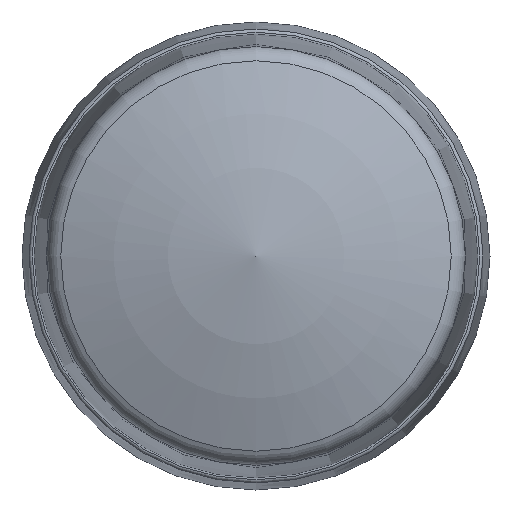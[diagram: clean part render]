
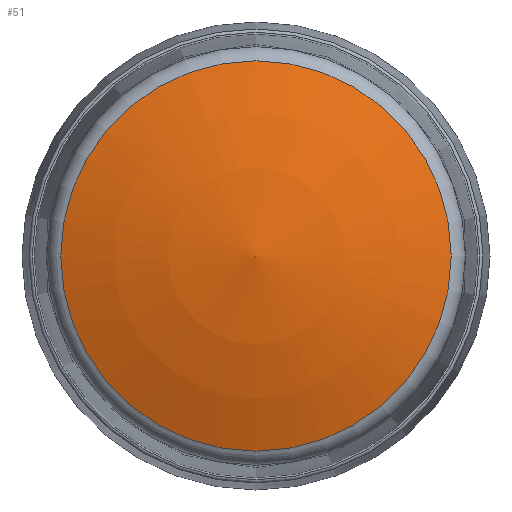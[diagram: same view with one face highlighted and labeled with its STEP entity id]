
A CAD part, left-side view. The second image highlights one B-rep face of the part: STEP entity #51.
In plain terms, the highlighted toroidal (fillet/blend) face has major radius 5.569 mm and minor radius 61.491 mm.
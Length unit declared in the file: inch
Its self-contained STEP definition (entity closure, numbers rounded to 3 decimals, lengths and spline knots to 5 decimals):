
#51 = ADVANCED_FACE ( 'NONE', ( #1444 ), #567, .T. ) ;
#57 = AXIS2_PLACEMENT_3D ( 'NONE', #447, #628, #791 ) ;
#254 = ORIENTED_EDGE ( 'NONE', *, *, #2034, .T. ) ;
#422 = AXIS2_PLACEMENT_3D ( 'NONE', #1869, #2242, #1316 ) ;
#447 = CARTESIAN_POINT ( 'NONE',  ( -2.57809, 0., 0. ) ) ;
#472 = CARTESIAN_POINT ( 'NONE',  ( -2.57809, 0., 0.59729 ) ) ;
#567 = TOROIDAL_SURFACE ( 'NONE', #422, -0.21924, 2.42089 ) ;
#628 = DIRECTION ( 'NONE',  ( -1., 0., 0. ) ) ;
#791 = DIRECTION ( 'NONE',  ( 0., 0., 1. ) ) ;
#1316 = DIRECTION ( 'NONE',  ( 0., 0., 1. ) ) ;
#1444 = FACE_OUTER_BOUND ( 'NONE', #1484, .T. ) ;
#1484 = EDGE_LOOP ( 'NONE', ( #254 ) ) ;
#1869 = CARTESIAN_POINT ( 'NONE',  ( -0.29905, 0., 0. ) ) ;
#1914 = CIRCLE ( 'NONE', #57, 0.59729 ) ;
#2034 = EDGE_CURVE ( 'NONE', #2255, #2255, #1914, .T. ) ;
#2242 = DIRECTION ( 'NONE',  ( -1., 0., 0. ) ) ;
#2255 = VERTEX_POINT ( 'NONE', #472 ) ;
